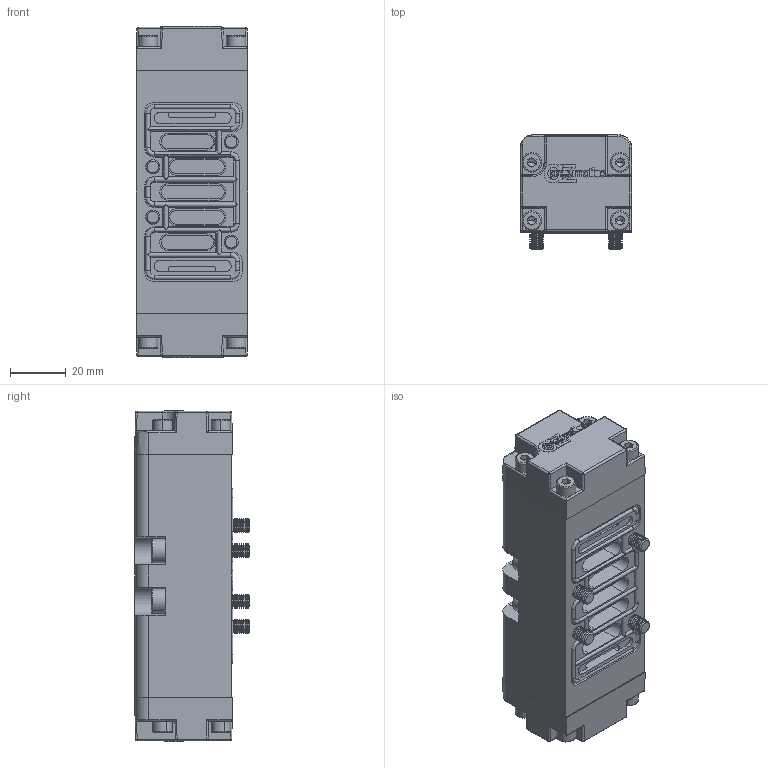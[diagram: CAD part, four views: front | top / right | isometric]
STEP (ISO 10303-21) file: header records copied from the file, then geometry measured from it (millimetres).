
FILE_DESCRIPTION (( 'STEP AP214' ), '1' );
FILE_NAME ('00_103_4.STEP', '2016-01-14T15:26:18', ( '' ), ( '' ), 'SwSTEP 2.0', 'SolidWorks 2016', '' );
FILE_SCHEMA (( 'AUTOMOTIVE_DESIGN' ));
Length unit declared in the file: millimetre
Products named in the file (1): 00_103_4
Bounding box: 40 x 41 x 118.45 mm (x, y, z)
Volume: 143041.9 mm3; surface area: 44113.6 mm2
Topology: 20 solids, 20 shells, 3278 faces, 8668 edges, 5455 vertices
Faces by surface type: plane 1254, cone 1130, cylinder 785, torus 74, sphere 24, bspline 11
Entity records: 102256 total; most frequent: CARTESIAN_POINT 18725, DIRECTION 18280, ORIENTED_EDGE 17248, EDGE_CURVE 8624, AXIS2_PLACEMENT_3D 6578, VERTEX_POINT 5443, VECTOR 5124, LINE 5124
